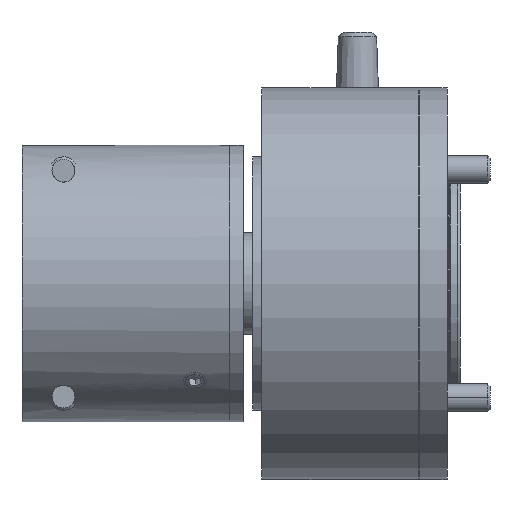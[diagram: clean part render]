
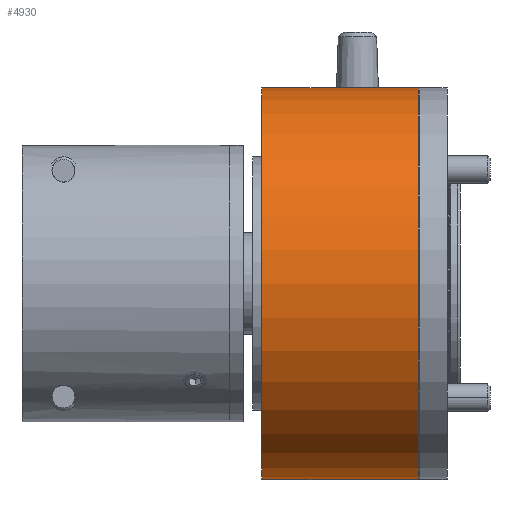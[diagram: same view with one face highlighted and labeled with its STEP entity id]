
A CAD part, front view. The second image highlights one B-rep face of the part: STEP entity #4930.
In plain terms, the highlighted cylindrical face has radius 42.5 mm (diameter 85 mm), a partial arc.
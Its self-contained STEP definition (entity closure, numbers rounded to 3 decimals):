
#218 = EDGE_LOOP ( 'NONE', ( #16030, #11697, #5398, #8638 ) ) ;
#768 = LINE ( 'NONE', #19226, #14437 ) ;
#786 = VERTEX_POINT ( 'NONE', #2720 ) ;
#2157 = CARTESIAN_POINT ( 'NONE',  ( 36.8, 0., 42.5 ) ) ;
#2507 = VERTEX_POINT ( 'NONE', #8564 ) ;
#2720 = CARTESIAN_POINT ( 'NONE',  ( 2.8, 0., 42.5 ) ) ;
#2878 = LINE ( 'NONE', #6956, #6497 ) ;
#2938 = CARTESIAN_POINT ( 'NONE',  ( -39.259, 0., 0. ) ) ;
#2958 = CARTESIAN_POINT ( 'NONE',  ( 36.8, 0., 0. ) ) ;
#4490 = FACE_OUTER_BOUND ( 'NONE', #218, .T. ) ;
#4930 = ADVANCED_FACE ( 'NONE', ( #4490 ), #8790, .T. ) ;
#5311 = CIRCLE ( 'NONE', #6513, 42.5 ) ;
#5398 = ORIENTED_EDGE ( 'NONE', *, *, #8641, .T. ) ;
#6463 = VERTEX_POINT ( 'NONE', #2157 ) ;
#6497 = VECTOR ( 'NONE', #16004, 1000. ) ;
#6513 = AXIS2_PLACEMENT_3D ( 'NONE', #10051, #14557, #17515 ) ;
#6956 = CARTESIAN_POINT ( 'NONE',  ( -39.259, 0., 42.5 ) ) ;
#7543 = EDGE_CURVE ( 'NONE', #2507, #786, #5311, .T. ) ;
#8564 = CARTESIAN_POINT ( 'NONE',  ( 2.8, 0., -42.5 ) ) ;
#8638 = ORIENTED_EDGE ( 'NONE', *, *, #7543, .F. ) ;
#8641 = EDGE_CURVE ( 'NONE', #6463, #786, #2878, .T. ) ;
#8790 = CYLINDRICAL_SURFACE ( 'NONE', #17259, 42.5 ) ;
#10051 = CARTESIAN_POINT ( 'NONE',  ( 2.8, 0., 0. ) ) ;
#10072 = CIRCLE ( 'NONE', #15141, 42.5 ) ;
#10964 = EDGE_CURVE ( 'NONE', #13204, #2507, #768, .T. ) ;
#11697 = ORIENTED_EDGE ( 'NONE', *, *, #11886, .T. ) ;
#11886 = EDGE_CURVE ( 'NONE', #13204, #6463, #10072, .T. ) ;
#13204 = VERTEX_POINT ( 'NONE', #15216 ) ;
#13578 = DIRECTION ( 'NONE',  ( -1., 0., 0. ) ) ;
#13649 = DIRECTION ( 'NONE',  ( 0., 0., 1. ) ) ;
#13801 = DIRECTION ( 'NONE',  ( 0., 0., 1. ) ) ;
#13871 = DIRECTION ( 'NONE',  ( -1., 0., 0. ) ) ;
#14437 = VECTOR ( 'NONE', #14727, 1000. ) ;
#14557 = DIRECTION ( 'NONE',  ( -1., 0., 0. ) ) ;
#14727 = DIRECTION ( 'NONE',  ( -1., 0., 0. ) ) ;
#15141 = AXIS2_PLACEMENT_3D ( 'NONE', #2958, #13871, #13801 ) ;
#15216 = CARTESIAN_POINT ( 'NONE',  ( 36.8, 0., -42.5 ) ) ;
#16004 = DIRECTION ( 'NONE',  ( -1., 0., 0. ) ) ;
#16030 = ORIENTED_EDGE ( 'NONE', *, *, #10964, .F. ) ;
#17259 = AXIS2_PLACEMENT_3D ( 'NONE', #2938, #13578, #13649 ) ;
#17515 = DIRECTION ( 'NONE',  ( 0., 0., 1. ) ) ;
#19226 = CARTESIAN_POINT ( 'NONE',  ( -39.259, 0., -42.5 ) ) ;
